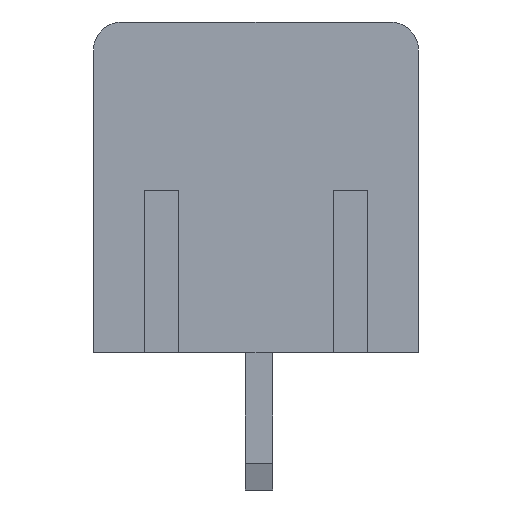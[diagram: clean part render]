
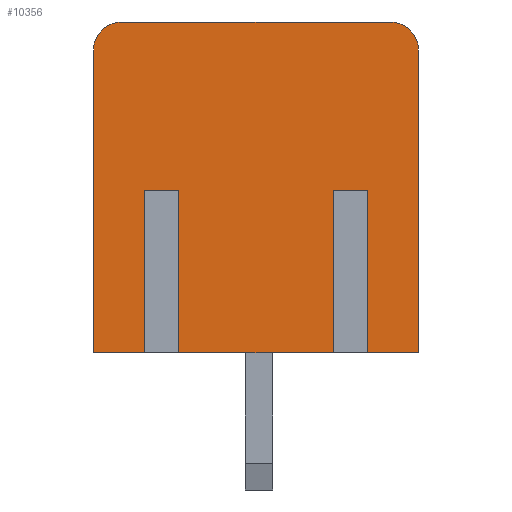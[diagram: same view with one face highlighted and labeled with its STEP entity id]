
A CAD part, left-side view. The second image highlights one B-rep face of the part: STEP entity #10356.
In plain terms, the highlighted planar face has unit normal (-1, 0, 0).
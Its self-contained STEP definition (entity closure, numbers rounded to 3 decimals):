
#404=CIRCLE('',#11017,1.041);
#405=CIRCLE('',#11018,1.041);
#784=FACE_OUTER_BOUND('',#1392,.T.);
#1392=EDGE_LOOP('',(#7310,#7311,#7312,#7313,#7314,#7315,#7316,#7317,#7318,
#7319,#7320,#7321,#7322,#7323));
#1992=LINE('',#14367,#3086);
#2000=LINE('',#14383,#3094);
#2008=LINE('',#14399,#3102);
#2325=LINE('',#15084,#3419);
#2326=LINE('',#15087,#3420);
#2331=LINE('',#15098,#3425);
#2333=LINE('',#15103,#3427);
#2334=LINE('',#15105,#3428);
#2335=LINE('',#15106,#3429);
#2336=LINE('',#15110,#3430);
#2337=LINE('',#15112,#3431);
#2338=LINE('',#15113,#3432);
#3086=VECTOR('',#11762,1000.);
#3094=VECTOR('',#11770,1000.);
#3102=VECTOR('',#11778,1000.);
#3419=VECTOR('',#12331,1000.);
#3420=VECTOR('',#12334,1000.);
#3425=VECTOR('',#12341,1000.);
#3427=VECTOR('',#12347,1000.);
#3428=VECTOR('',#12348,1000.);
#3429=VECTOR('',#12349,1000.);
#3430=VECTOR('',#12354,1000.);
#3431=VECTOR('',#12355,1000.);
#3432=VECTOR('',#12356,1000.);
#4160=VERTEX_POINT('',#14364);
#4161=VERTEX_POINT('',#14366);
#4168=VERTEX_POINT('',#14380);
#4169=VERTEX_POINT('',#14382);
#4176=VERTEX_POINT('',#14396);
#4177=VERTEX_POINT('',#14398);
#4427=VERTEX_POINT('',#15082);
#4428=VERTEX_POINT('',#15086);
#4432=VERTEX_POINT('',#15095);
#4433=VERTEX_POINT('',#15097);
#4434=VERTEX_POINT('',#15102);
#4435=VERTEX_POINT('',#15104);
#4436=VERTEX_POINT('',#15109);
#4437=VERTEX_POINT('',#15111);
#5162=EDGE_CURVE('',#4160,#4161,#1992,.T.);
#5170=EDGE_CURVE('',#4168,#4169,#2000,.T.);
#5178=EDGE_CURVE('',#4176,#4177,#2008,.T.);
#5517=EDGE_CURVE('',#4427,#4160,#2325,.T.);
#5518=EDGE_CURVE('',#4428,#4177,#2326,.T.);
#5523=EDGE_CURVE('',#4433,#4432,#2331,.T.);
#5525=EDGE_CURVE('',#4434,#4168,#2333,.T.);
#5526=EDGE_CURVE('',#4434,#4435,#2334,.T.);
#5527=EDGE_CURVE('',#4435,#4161,#2335,.T.);
#5528=EDGE_CURVE('',#4427,#4433,#404,.T.);
#5529=EDGE_CURVE('',#4432,#4428,#405,.T.);
#5530=EDGE_CURVE('',#4436,#4176,#2336,.T.);
#5531=EDGE_CURVE('',#4436,#4437,#2337,.T.);
#5532=EDGE_CURVE('',#4437,#4169,#2338,.T.);
#7310=ORIENTED_EDGE('',*,*,#5525,.F.);
#7311=ORIENTED_EDGE('',*,*,#5526,.T.);
#7312=ORIENTED_EDGE('',*,*,#5527,.T.);
#7313=ORIENTED_EDGE('',*,*,#5162,.F.);
#7314=ORIENTED_EDGE('',*,*,#5517,.F.);
#7315=ORIENTED_EDGE('',*,*,#5528,.T.);
#7316=ORIENTED_EDGE('',*,*,#5523,.T.);
#7317=ORIENTED_EDGE('',*,*,#5529,.T.);
#7318=ORIENTED_EDGE('',*,*,#5518,.T.);
#7319=ORIENTED_EDGE('',*,*,#5178,.F.);
#7320=ORIENTED_EDGE('',*,*,#5530,.F.);
#7321=ORIENTED_EDGE('',*,*,#5531,.T.);
#7322=ORIENTED_EDGE('',*,*,#5532,.T.);
#7323=ORIENTED_EDGE('',*,*,#5170,.F.);
#9696=PLANE('',#11016);
#10356=ADVANCED_FACE('',(#784),#9696,.T.);
#11016=AXIS2_PLACEMENT_3D('',#15101,#12345,#12346);
#11017=AXIS2_PLACEMENT_3D('',#15107,#12350,#12351);
#11018=AXIS2_PLACEMENT_3D('',#15108,#12352,#12353);
#11762=DIRECTION('',(0.,1.,0.));
#11770=DIRECTION('',(0.,1.,0.));
#11778=DIRECTION('',(0.,1.,0.));
#12331=DIRECTION('',(0.,0.,-1.));
#12334=DIRECTION('',(0.,0.,-1.));
#12341=DIRECTION('',(0.,1.,0.));
#12345=DIRECTION('center_axis',(-1.,0.,0.));
#12346=DIRECTION('ref_axis',(0.,0.,1.));
#12347=DIRECTION('',(0.,0.,-1.));
#12348=DIRECTION('',(0.,-1.,0.));
#12349=DIRECTION('',(0.,0.,-1.));
#12350=DIRECTION('center_axis',(-1.,0.,0.));
#12351=DIRECTION('ref_axis',(0.,0.,1.));
#12352=DIRECTION('center_axis',(-1.,0.,0.));
#12353=DIRECTION('ref_axis',(0.,0.,1.));
#12354=DIRECTION('',(0.,0.,-1.));
#12355=DIRECTION('',(0.,-1.,0.));
#12356=DIRECTION('',(0.,0.,-1.));
#14364=CARTESIAN_POINT('',(-23.025,-1.714,0.));
#14366=CARTESIAN_POINT('',(-23.025,0.597,0.));
#14367=CARTESIAN_POINT('',(-23.025,-1.714,0.));
#14380=CARTESIAN_POINT('',(-23.025,0.991,0.));
#14382=CARTESIAN_POINT('',(-23.025,7.595,0.));
#14383=CARTESIAN_POINT('',(-23.025,-1.714,0.));
#14396=CARTESIAN_POINT('',(-23.025,7.988,0.));
#14398=CARTESIAN_POINT('',(-23.025,10.3,0.));
#14399=CARTESIAN_POINT('',(-23.025,-1.714,0.));
#15082=CARTESIAN_POINT('',(-23.025,-1.714,11.176));
#15084=CARTESIAN_POINT('',(-23.025,-1.714,12.217));
#15086=CARTESIAN_POINT('',(-23.025,10.3,11.176));
#15087=CARTESIAN_POINT('',(-23.025,10.3,12.217));
#15095=CARTESIAN_POINT('',(-23.025,9.258,12.217));
#15097=CARTESIAN_POINT('',(-23.025,-0.673,12.217));
#15098=CARTESIAN_POINT('',(-23.025,-1.714,12.217));
#15101=CARTESIAN_POINT('Origin',(-23.025,-1.714,12.217));
#15102=CARTESIAN_POINT('',(-23.025,0.991,5.994));
#15103=CARTESIAN_POINT('',(-23.025,0.991,5.994));
#15104=CARTESIAN_POINT('',(-23.025,0.597,5.994));
#15105=CARTESIAN_POINT('',(-23.025,0.991,5.994));
#15106=CARTESIAN_POINT('',(-23.025,0.597,5.994));
#15107=CARTESIAN_POINT('Origin',(-23.025,-0.673,11.176));
#15108=CARTESIAN_POINT('Origin',(-23.025,9.258,11.176));
#15109=CARTESIAN_POINT('',(-23.025,7.988,5.994));
#15110=CARTESIAN_POINT('',(-23.025,7.988,5.994));
#15111=CARTESIAN_POINT('',(-23.025,7.595,5.994));
#15112=CARTESIAN_POINT('',(-23.025,7.988,5.994));
#15113=CARTESIAN_POINT('',(-23.025,7.595,5.994));
